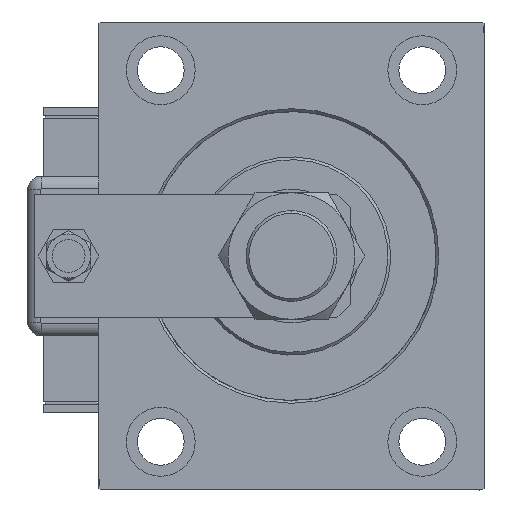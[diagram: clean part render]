
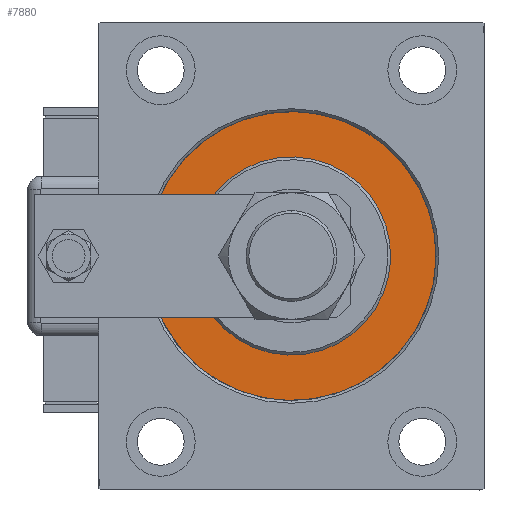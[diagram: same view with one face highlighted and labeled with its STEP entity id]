
A CAD part, left-side view. The second image highlights one B-rep face of the part: STEP entity #7880.
In plain terms, the highlighted face is planar.
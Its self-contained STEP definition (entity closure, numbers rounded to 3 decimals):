
#2049 = CIRCLE ( 'NONE', #40812, 36. ) ;
#3466 = FACE_BOUND ( 'NONE', #54812, .T. ) ;
#4100 = DIRECTION ( 'NONE',  ( 0., 0., -1. ) ) ;
#4479 = CARTESIAN_POINT ( 'NONE',  ( 0., 0., 0. ) ) ;
#5468 = CARTESIAN_POINT ( 'NONE',  ( 0., 0., -52.5 ) ) ;
#5681 = VERTEX_POINT ( 'NONE', #5468 ) ;
#6309 = ORIENTED_EDGE ( 'NONE', *, *, #36894, .F. ) ;
#7002 = CARTESIAN_POINT ( 'NONE',  ( 0., 0., 52.5 ) ) ;
#7880 = ADVANCED_FACE ( 'NONE', ( #3466, #55427 ), #41746, .F. ) ;
#10008 = CARTESIAN_POINT ( 'NONE',  ( 0., 0., 0. ) ) ;
#11530 = ORIENTED_EDGE ( 'NONE', *, *, #12639, .F. ) ;
#12070 = DIRECTION ( 'NONE',  ( -1., 0., 0. ) ) ;
#12639 = EDGE_CURVE ( 'NONE', #48530, #28924, #50888, .T. ) ;
#12769 = CARTESIAN_POINT ( 'NONE',  ( 0., 0., 0. ) ) ;
#16149 = AXIS2_PLACEMENT_3D ( 'NONE', #10008, #24022, #4100 ) ;
#21183 = DIRECTION ( 'NONE',  ( 0., 0., 1. ) ) ;
#21269 = CARTESIAN_POINT ( 'NONE',  ( 0., 0., -36. ) ) ;
#22462 = AXIS2_PLACEMENT_3D ( 'NONE', #44764, #12070, #44160 ) ;
#22760 = DIRECTION ( 'NONE',  ( 0., 0., 1. ) ) ;
#23528 = CIRCLE ( 'NONE', #55258, 52.5 ) ;
#24022 = DIRECTION ( 'NONE',  ( 1., 0., 0. ) ) ;
#24598 = VERTEX_POINT ( 'NONE', #7002 ) ;
#28762 = DIRECTION ( 'NONE',  ( 1., 0., 0. ) ) ;
#28924 = VERTEX_POINT ( 'NONE', #21269 ) ;
#30094 = ORIENTED_EDGE ( 'NONE', *, *, #51726, .F. ) ;
#31740 = DIRECTION ( 'NONE',  ( -1., 0., 0. ) ) ;
#31944 = CARTESIAN_POINT ( 'NONE',  ( 0., 0., 36. ) ) ;
#36894 = EDGE_CURVE ( 'NONE', #5681, #24598, #23528, .T. ) ;
#40812 = AXIS2_PLACEMENT_3D ( 'NONE', #4479, #28762, #47729 ) ;
#41441 = DIRECTION ( 'NONE',  ( -1., 0., 0. ) ) ;
#41746 = PLANE ( 'NONE',  #52733 ) ;
#43197 = EDGE_LOOP ( 'NONE', ( #6309, #51452 ) ) ;
#44160 = DIRECTION ( 'NONE',  ( 0., 0., 1. ) ) ;
#44764 = CARTESIAN_POINT ( 'NONE',  ( 0., 0., 0. ) ) ;
#47729 = DIRECTION ( 'NONE',  ( 0., 0., -1. ) ) ;
#48530 = VERTEX_POINT ( 'NONE', #31944 ) ;
#50888 = CIRCLE ( 'NONE', #16149, 36. ) ;
#51268 = CIRCLE ( 'NONE', #22462, 52.5 ) ;
#51452 = ORIENTED_EDGE ( 'NONE', *, *, #58267, .F. ) ;
#51726 = EDGE_CURVE ( 'NONE', #28924, #48530, #2049, .T. ) ;
#52733 = AXIS2_PLACEMENT_3D ( 'NONE', #56044, #41441, #22760 ) ;
#54812 = EDGE_LOOP ( 'NONE', ( #11530, #30094 ) ) ;
#55258 = AXIS2_PLACEMENT_3D ( 'NONE', #12769, #31740, #21183 ) ;
#55427 = FACE_OUTER_BOUND ( 'NONE', #43197, .T. ) ;
#56044 = CARTESIAN_POINT ( 'NONE',  ( 0., 0., 0. ) ) ;
#58267 = EDGE_CURVE ( 'NONE', #24598, #5681, #51268, .T. ) ;
